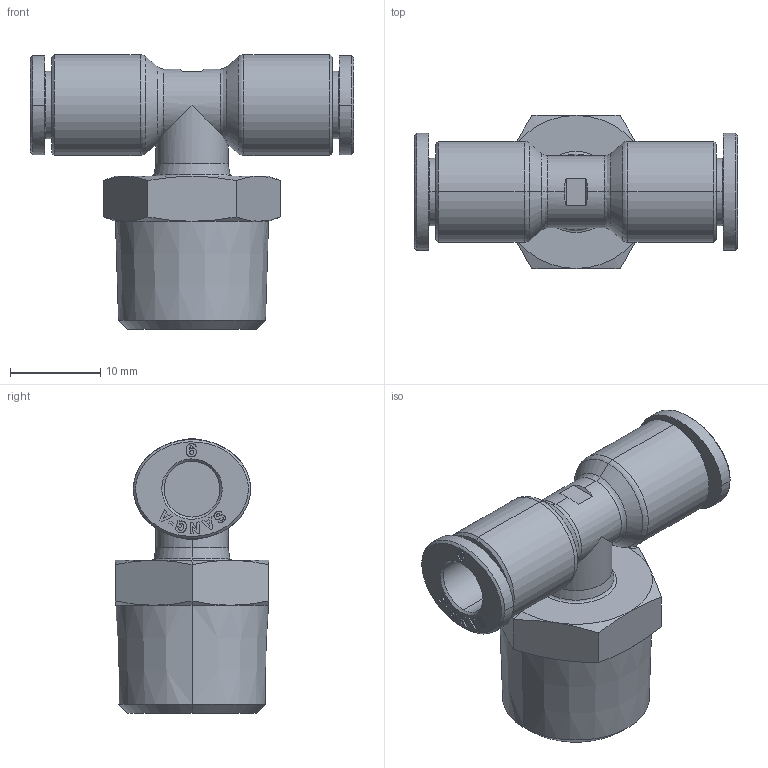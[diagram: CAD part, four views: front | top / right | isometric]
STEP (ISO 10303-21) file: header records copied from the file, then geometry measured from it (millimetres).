
FILE_DESCRIPTION((''),'2;1');
FILE_NAME('GPT 0603(3D).stp','2012-12-26T18:54:15',(''),(''),'Mechanical Desktop.R8.0.24.0','Mechanical Desktop.R8.0.24.0',', , ');
FILE_SCHEMA(('CONFIG_CONTROL_DESIGN'));
Length unit declared in the file: millimetre
Products named in the file (2): GPT 0603(3D); ºÎÇ°1
Assembly tree (1 placements, depth 2):
  GPT 0603(3D)
    ºÎÇ°1
Bounding box: 35.9 x 17 x 30.5 mm (x, y, z)
Volume: 5120.7 mm3; surface area: 3970.7 mm2
Topology: 1 solids, 1 shells, 495 faces, 1346 edges, 879 vertices
Faces by surface type: plane 347, bspline 66, cylinder 40, cone 38, torus 4
Entity records: 17417 total; most frequent: CARTESIAN_POINT 4978, ORIENTED_EDGE 2688, DIRECTION 2398, EDGE_CURVE 1344, VECTOR 1056, LINE 1056, VERTEX_POINT 879, AXIS2_PLACEMENT_3D 671
